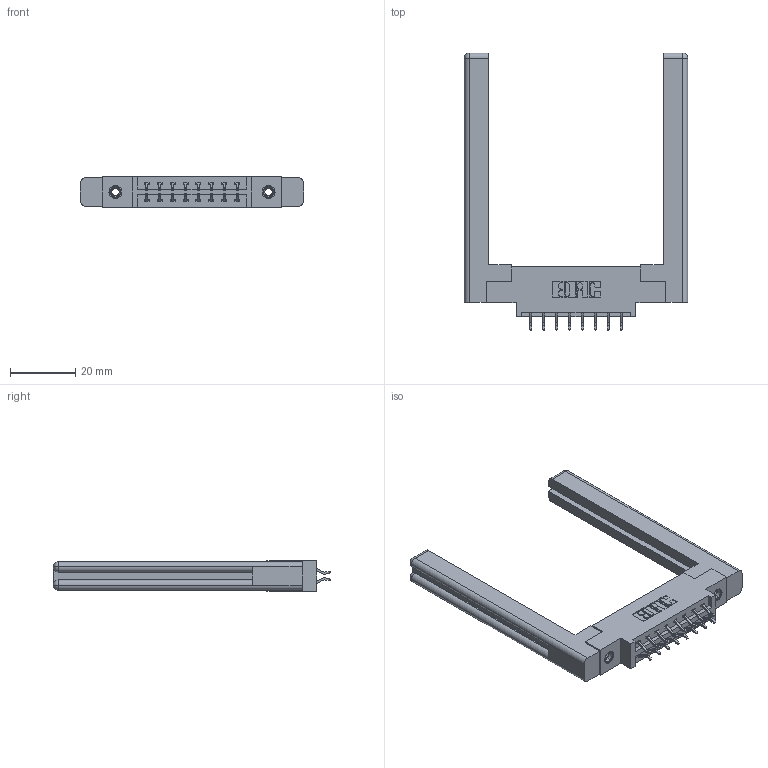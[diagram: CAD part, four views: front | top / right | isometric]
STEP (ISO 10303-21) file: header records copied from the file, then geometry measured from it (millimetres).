
FILE_DESCRIPTION (( 'STEP AP203' ), '1' );
FILE_NAME ('337-016-556-858.STEP', '2019-10-10T18:17:56', ( '' ), ( '' ), 'SwSTEP 2.0', 'SolidWorks 2016', '' );
FILE_SCHEMA (( 'CONFIG_CONTROL_DESIGN' ));
Length unit declared in the file: inch
Products named in the file (5): 345-292-001_556 Tail; 337 Part_0.170 Offset - 0.156 Dia-TI; 307-220-058; 345-250-001_345-250-001-102; 337-016-556-858
Assembly tree (21 placements, depth 2):
  337-016-556-858
    337 Part_0.170 Offset - 0.156 Dia-TI
    345-292-001_556 Tail  x16
    345-250-001_345-250-001-102  x2
    307-220-058  x2
Bounding box: 68.33 x 84.98 x 9.4 mm (x, y, z)
Volume: 13772.4 mm3; surface area: 12302.7 mm2
Topology: 21 solids, 21 shells, 1220 faces, 3541 edges, 2326 vertices
Faces by surface type: plane 830, cylinder 366, cone 12, torus 12
Entity records: 13586 total; most frequent: CARTESIAN_POINT 2341, ORIENTED_EDGE 2204, DIRECTION 2058, EDGE_CURVE 1102, LINE 918, VECTOR 918, VERTEX_POINT 726, AXIS2_PLACEMENT_3D 570
